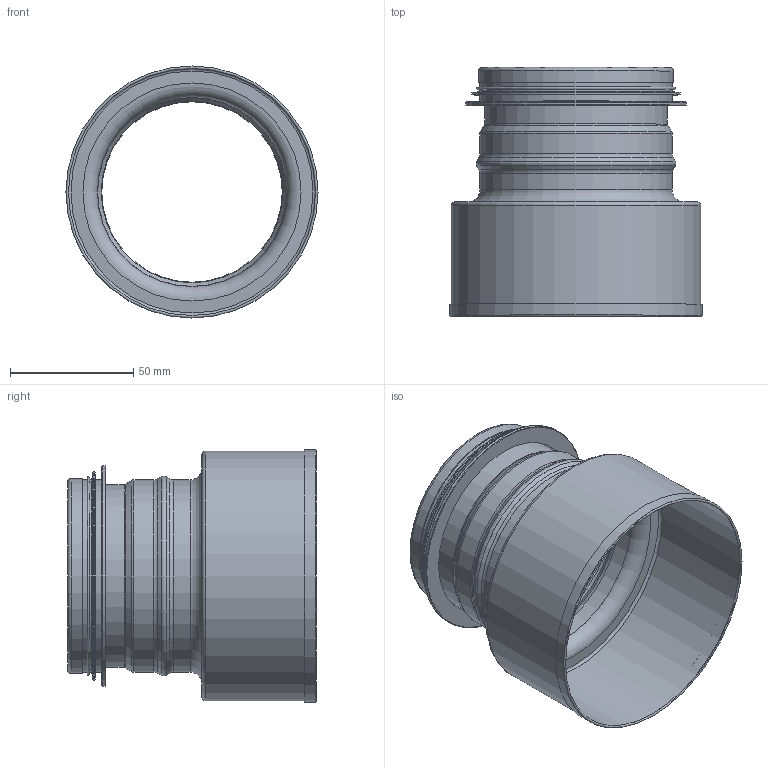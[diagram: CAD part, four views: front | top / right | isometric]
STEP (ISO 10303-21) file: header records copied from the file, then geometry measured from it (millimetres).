
FILE_DESCRIPTION((''),'2;1');
FILE_NAME('HFCM_100-80.stp','2014-02-19T14:08:25',(''),(''),'Autodesk Inventor 2013','Autodesk Inventor 2013','');
FILE_SCHEMA(('AUTOMOTIVE_DESIGN { 1 2 10303 214 0 1 1 1 }'));
Length unit declared in the file: millimetre
Products named in the file (3): HFCM_100-80; HFCM_Rörämne_100-80; 999002
Assembly tree (2 placements, depth 2):
  HFCM_100-80
    HFCM_Rörämne_100-80
    999002
Bounding box: 102.27 x 101 x 102.27 mm (x, y, z)
Volume: 25331.6 mm3; surface area: 80514.3 mm2
Topology: 2 solids, 2 shells, 59 faces, 113 edges, 61 vertices
Faces by surface type: torus 24, cylinder 18, cone 10, plane 7
Full cylindrical faces by diameter (mm): 73.25 x1, 74.25 x1, 75.45 x1, 77.05 x2, 78.05 x6, 79.05 x1, 84.45 x1, 89.45 x1, 100.25 x1, 101.25 x1, 101.27 x1, 102.27 x1
Entity records: 1308 total; most frequent: DIRECTION 246, CARTESIAN_POINT 182, AXIS2_PLACEMENT_3D 123, ORIENTED_EDGE 118, EDGE_LOOP 118, VERTEX_POINT 59, CIRCLE 59, EDGE_CURVE 59
